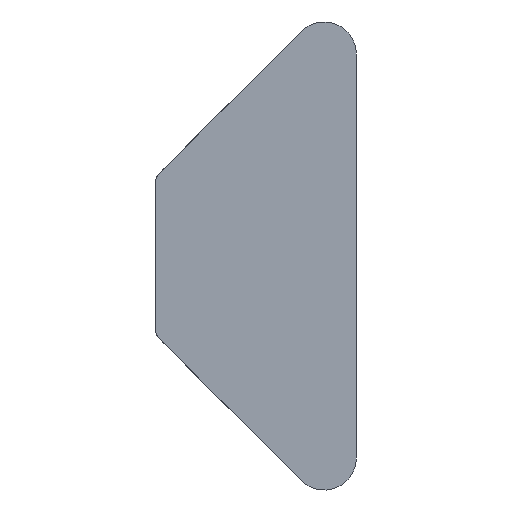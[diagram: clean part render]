
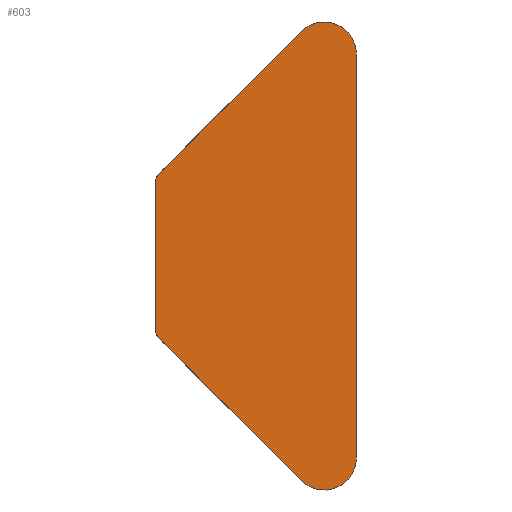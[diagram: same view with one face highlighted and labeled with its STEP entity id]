
A CAD part, left-side view. The second image highlights one B-rep face of the part: STEP entity #603.
In plain terms, the highlighted planar face has unit normal (-1, 0, 0).
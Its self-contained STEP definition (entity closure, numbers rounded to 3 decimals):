
#36=CIRCLE('',#651,0.5);
#38=CIRCLE('',#655,0.5);
#39=CIRCLE('',#657,1.2);
#45=CIRCLE('',#665,1.2);
#75=LINE('',#876,#107);
#84=LINE('',#913,#116);
#97=LINE('',#1043,#129);
#100=LINE('',#1067,#132);
#107=VECTOR('',#698,1000.);
#116=VECTOR('',#709,1000.);
#129=VECTOR('',#768,1000.);
#132=VECTOR('',#791,1000.);
#244=ORIENTED_EDGE('',*,*,#310,.F.);
#245=ORIENTED_EDGE('',*,*,#365,.F.);
#246=ORIENTED_EDGE('',*,*,#362,.F.);
#247=ORIENTED_EDGE('',*,*,#359,.F.);
#248=ORIENTED_EDGE('',*,*,#322,.F.);
#249=ORIENTED_EDGE('',*,*,#376,.F.);
#250=ORIENTED_EDGE('',*,*,#373,.F.);
#251=ORIENTED_EDGE('',*,*,#366,.F.);
#310=EDGE_CURVE('',#394,#395,#75,.T.);
#322=EDGE_CURVE('',#406,#407,#84,.T.);
#359=EDGE_CURVE('',#407,#429,#36,.T.);
#362=EDGE_CURVE('',#429,#431,#97,.T.);
#365=EDGE_CURVE('',#431,#394,#38,.T.);
#366=EDGE_CURVE('',#395,#432,#39,.T.);
#373=EDGE_CURVE('',#432,#438,#100,.T.);
#376=EDGE_CURVE('',#438,#406,#45,.T.);
#394=VERTEX_POINT('',#875);
#395=VERTEX_POINT('',#877);
#406=VERTEX_POINT('',#912);
#407=VERTEX_POINT('',#914);
#429=VERTEX_POINT('',#1038);
#431=VERTEX_POINT('',#1044);
#432=VERTEX_POINT('',#1054);
#438=VERTEX_POINT('',#1068);
#497=EDGE_LOOP('',(#244,#245,#246,#247,#248,#249,#250,#251));
#547=FACE_BOUND('',#497,.T.);
#581=PLANE('',#670);
#603=ADVANCED_FACE('',(#547),#581,.F.);
#651=AXIS2_PLACEMENT_3D('',#1037,#761,#762);
#655=AXIS2_PLACEMENT_3D('',#1051,#772,#773);
#657=AXIS2_PLACEMENT_3D('',#1053,#776,#777);
#665=AXIS2_PLACEMENT_3D('',#1073,#796,#797);
#670=AXIS2_PLACEMENT_3D('',#1079,#807,#808);
#698=DIRECTION('',(0.,-0.707,0.707));
#709=DIRECTION('',(0.,0.707,0.707));
#761=DIRECTION('',(1.,0.,0.));
#762=DIRECTION('',(0.,0.,-1.));
#768=DIRECTION('',(0.,0.,1.));
#772=DIRECTION('',(1.,0.,0.));
#773=DIRECTION('',(0.,0.,-1.));
#776=DIRECTION('',(1.,0.,0.));
#777=DIRECTION('',(0.,0.,-1.));
#791=DIRECTION('',(0.,0.,-1.));
#796=DIRECTION('',(1.,0.,0.));
#797=DIRECTION('',(0.,0.,-1.));
#807=DIRECTION('',(1.,0.,0.));
#808=DIRECTION('',(0.,0.,-1.));
#875=CARTESIAN_POINT('',(0.,7.354,3.094));
#876=CARTESIAN_POINT('',(0.,7.354,3.094));
#877=CARTESIAN_POINT('',(0.,2.049,8.399));
#912=CARTESIAN_POINT('',(0.,2.049,-8.399));
#913=CARTESIAN_POINT('',(0.,2.049,-8.399));
#914=CARTESIAN_POINT('',(0.,7.354,-3.094));
#1037=CARTESIAN_POINT('',(0.,7.,-2.74));
#1038=CARTESIAN_POINT('',(0.,7.5,-2.74));
#1043=CARTESIAN_POINT('',(0.,7.5,-2.74));
#1044=CARTESIAN_POINT('',(0.,7.5,2.74));
#1051=CARTESIAN_POINT('',(0.,7.,2.74));
#1053=CARTESIAN_POINT('',(0.,1.2,7.55));
#1054=CARTESIAN_POINT('',(0.,0.,7.55));
#1067=CARTESIAN_POINT('',(0.,0.,7.55));
#1068=CARTESIAN_POINT('',(0.,0.,-7.55));
#1073=CARTESIAN_POINT('',(0.,1.2,-7.55));
#1079=CARTESIAN_POINT('',(0.,1.2,7.55));
